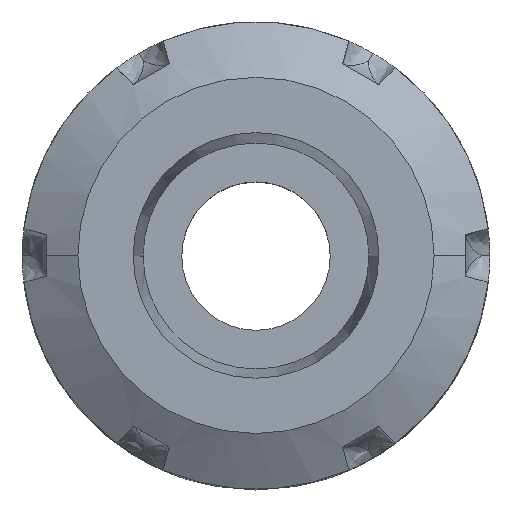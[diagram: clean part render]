
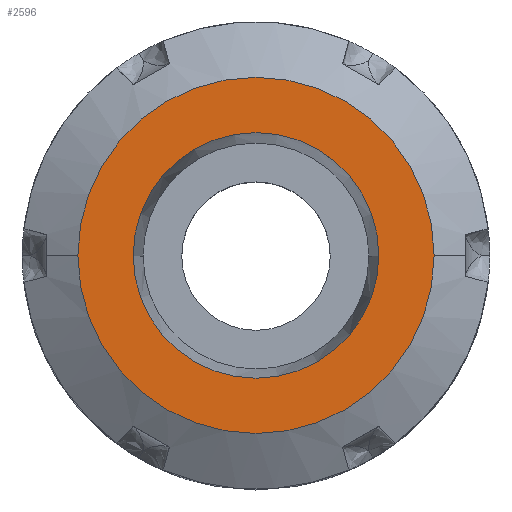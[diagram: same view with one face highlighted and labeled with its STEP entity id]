
A CAD part, top view. The second image highlights one B-rep face of the part: STEP entity #2596.
In plain terms, the highlighted planar face has unit normal (0, 0, 1).
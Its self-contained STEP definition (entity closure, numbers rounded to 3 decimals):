
#136 = CARTESIAN_POINT ( 'NONE',  ( 0., 0., 65. ) ) ;
#507 = DIRECTION ( 'NONE',  ( -1., 0., 0. ) ) ;
#729 = DIRECTION ( 'NONE',  ( -1., 0., 0. ) ) ;
#1048 = CIRCLE ( 'NONE', #7653, 16.55 ) ;
#1226 = ORIENTED_EDGE ( 'NONE', *, *, #5763, .F. ) ;
#1443 = DIRECTION ( 'NONE',  ( 0., 0., -1. ) ) ;
#1512 = AXIS2_PLACEMENT_3D ( 'NONE', #3621, #2454, #6722 ) ;
#1837 = CIRCLE ( 'NONE', #6142, 16.55 ) ;
#1847 = PLANE ( 'NONE',  #1512 ) ;
#2277 = VERTEX_POINT ( 'NONE', #6159 ) ;
#2454 = DIRECTION ( 'NONE',  ( 0., 0., 1. ) ) ;
#2464 = EDGE_CURVE ( 'NONE', #2277, #3443, #5097, .T. ) ;
#2509 = EDGE_CURVE ( 'NONE', #4427, #3739, #1837, .T. ) ;
#2596 = ADVANCED_FACE ( 'NONE', ( #4706, #6333 ), #1847, .T. ) ;
#3443 = VERTEX_POINT ( 'NONE', #5781 ) ;
#3602 = DIRECTION ( 'NONE',  ( 0., 0., -1. ) ) ;
#3621 = CARTESIAN_POINT ( 'NONE',  ( 0., 24., 65. ) ) ;
#3739 = VERTEX_POINT ( 'NONE', #7023 ) ;
#4166 = DIRECTION ( 'NONE',  ( 0., 0., -1. ) ) ;
#4393 = DIRECTION ( 'NONE',  ( 0., 0., -1. ) ) ;
#4427 = VERTEX_POINT ( 'NONE', #6080 ) ;
#4528 = EDGE_LOOP ( 'NONE', ( #1226, #5576 ) ) ;
#4706 = FACE_BOUND ( 'NONE', #7526, .T. ) ;
#4931 = AXIS2_PLACEMENT_3D ( 'NONE', #7842, #4166, #507 ) ;
#5090 = CARTESIAN_POINT ( 'NONE',  ( 0., 0., 65. ) ) ;
#5097 = CIRCLE ( 'NONE', #4931, 24. ) ;
#5576 = ORIENTED_EDGE ( 'NONE', *, *, #2464, .F. ) ;
#5712 = DIRECTION ( 'NONE',  ( -1., 0., 0. ) ) ;
#5763 = EDGE_CURVE ( 'NONE', #3443, #2277, #7736, .T. ) ;
#5781 = CARTESIAN_POINT ( 'NONE',  ( -24., 0., 65. ) ) ;
#5857 = EDGE_CURVE ( 'NONE', #3739, #4427, #1048, .T. ) ;
#5863 = ORIENTED_EDGE ( 'NONE', *, *, #2509, .T. ) ;
#6007 = AXIS2_PLACEMENT_3D ( 'NONE', #136, #4393, #729 ) ;
#6080 = CARTESIAN_POINT ( 'NONE',  ( -16.55, 0., 65. ) ) ;
#6142 = AXIS2_PLACEMENT_3D ( 'NONE', #7268, #3602, #7897 ) ;
#6159 = CARTESIAN_POINT ( 'NONE',  ( 24., 0., 65. ) ) ;
#6333 = FACE_OUTER_BOUND ( 'NONE', #4528, .T. ) ;
#6722 = DIRECTION ( 'NONE',  ( 1., 0., 0. ) ) ;
#6851 = ORIENTED_EDGE ( 'NONE', *, *, #5857, .T. ) ;
#7023 = CARTESIAN_POINT ( 'NONE',  ( 16.55, 0., 65. ) ) ;
#7268 = CARTESIAN_POINT ( 'NONE',  ( 0., 0., 65. ) ) ;
#7526 = EDGE_LOOP ( 'NONE', ( #5863, #6851 ) ) ;
#7653 = AXIS2_PLACEMENT_3D ( 'NONE', #5090, #1443, #5712 ) ;
#7736 = CIRCLE ( 'NONE', #6007, 24. ) ;
#7842 = CARTESIAN_POINT ( 'NONE',  ( 0., 0., 65. ) ) ;
#7897 = DIRECTION ( 'NONE',  ( -1., 0., 0. ) ) ;
